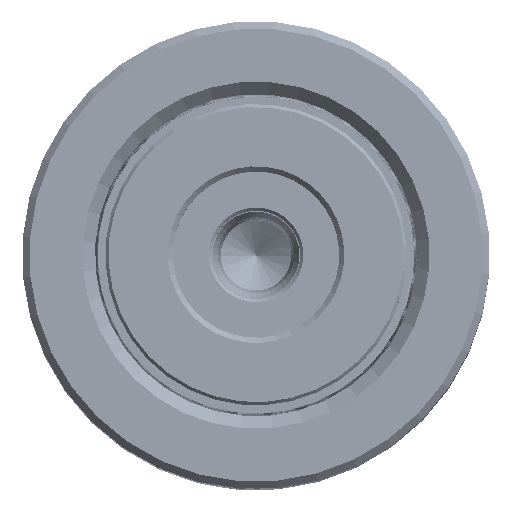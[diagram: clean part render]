
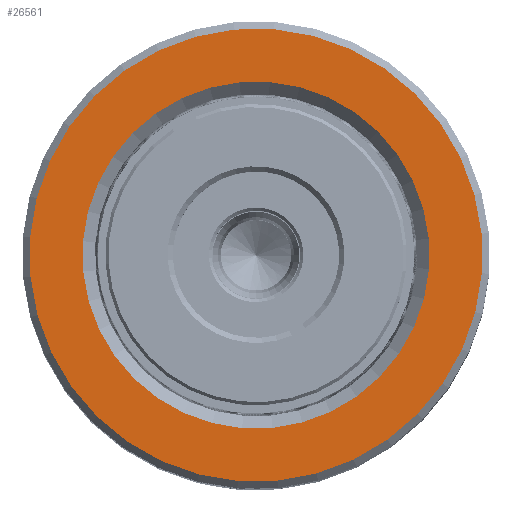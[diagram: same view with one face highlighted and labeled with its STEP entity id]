
A CAD part, top view. The second image highlights one B-rep face of the part: STEP entity #26561.
In plain terms, the highlighted planar face has unit normal (0, 0, 1).
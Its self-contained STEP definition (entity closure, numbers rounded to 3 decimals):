
#86 = CARTESIAN_POINT ( 'NONE',  ( -16.7, 0., 80. ) ) ;
#1017 = AXIS2_PLACEMENT_3D ( 'NONE', #39237, #24073, #12912 ) ;
#1547 = DIRECTION ( 'NONE',  ( 0., 0., -1. ) ) ;
#3082 = DIRECTION ( 'NONE',  ( 0., 0., 1. ) ) ;
#3652 = CIRCLE ( 'NONE', #56292, 16.7 ) ;
#7837 = VERTEX_POINT ( 'NONE', #59835 ) ;
#11240 = CIRCLE ( 'NONE', #59629, 21.8 ) ;
#12570 = CIRCLE ( 'NONE', #1017, 16.7 ) ;
#12912 = DIRECTION ( 'NONE',  ( 1., 0., 0. ) ) ;
#13287 = DIRECTION ( 'NONE',  ( 1., 0., 0. ) ) ;
#13931 = CARTESIAN_POINT ( 'NONE',  ( 0., 0., 80. ) ) ;
#15345 = EDGE_LOOP ( 'NONE', ( #59315, #53144 ) ) ;
#16499 = CARTESIAN_POINT ( 'NONE',  ( 21.8, 0., 80. ) ) ;
#17239 = AXIS2_PLACEMENT_3D ( 'NONE', #25301, #40455, #30556 ) ;
#19065 = EDGE_CURVE ( 'NONE', #7837, #55489, #3652, .T. ) ;
#23160 = DIRECTION ( 'NONE',  ( 0., 0., 1. ) ) ;
#24073 = DIRECTION ( 'NONE',  ( 0., 0., -1. ) ) ;
#25301 = CARTESIAN_POINT ( 'NONE',  ( 0., 0., 80. ) ) ;
#26561 = ADVANCED_FACE ( 'NONE', ( #59091, #63709 ), #43588, .T. ) ;
#26587 = EDGE_CURVE ( 'NONE', #55689, #51567, #11240, .T. ) ;
#30516 = CARTESIAN_POINT ( 'NONE',  ( 0., 0., 80. ) ) ;
#30556 = DIRECTION ( 'NONE',  ( 1., 0., 0. ) ) ;
#32988 = CIRCLE ( 'NONE', #17239, 21.8 ) ;
#37034 = EDGE_CURVE ( 'NONE', #55489, #7837, #12570, .T. ) ;
#38186 = EDGE_LOOP ( 'NONE', ( #54962, #44283 ) ) ;
#39237 = CARTESIAN_POINT ( 'NONE',  ( 0., 0., 80. ) ) ;
#40455 = DIRECTION ( 'NONE',  ( 0., 0., 1. ) ) ;
#41911 = CARTESIAN_POINT ( 'NONE',  ( -21.8, 0., 80. ) ) ;
#43588 = PLANE ( 'NONE',  #60696 ) ;
#44283 = ORIENTED_EDGE ( 'NONE', *, *, #26587, .T. ) ;
#44555 = DIRECTION ( 'NONE',  ( 1., 0., 0. ) ) ;
#45983 = DIRECTION ( 'NONE',  ( 1., 0., 0. ) ) ;
#51567 = VERTEX_POINT ( 'NONE', #41911 ) ;
#53144 = ORIENTED_EDGE ( 'NONE', *, *, #37034, .T. ) ;
#54962 = ORIENTED_EDGE ( 'NONE', *, *, #59561, .T. ) ;
#55489 = VERTEX_POINT ( 'NONE', #86 ) ;
#55689 = VERTEX_POINT ( 'NONE', #16499 ) ;
#56292 = AXIS2_PLACEMENT_3D ( 'NONE', #30516, #1547, #45983 ) ;
#59091 = FACE_OUTER_BOUND ( 'NONE', #38186, .T. ) ;
#59315 = ORIENTED_EDGE ( 'NONE', *, *, #19065, .T. ) ;
#59419 = CARTESIAN_POINT ( 'NONE',  ( 0., 0., 80. ) ) ;
#59561 = EDGE_CURVE ( 'NONE', #51567, #55689, #32988, .T. ) ;
#59629 = AXIS2_PLACEMENT_3D ( 'NONE', #13931, #23160, #13287 ) ;
#59835 = CARTESIAN_POINT ( 'NONE',  ( 16.7, 0., 80. ) ) ;
#60696 = AXIS2_PLACEMENT_3D ( 'NONE', #59419, #3082, #44555 ) ;
#63709 = FACE_BOUND ( 'NONE', #15345, .T. ) ;
